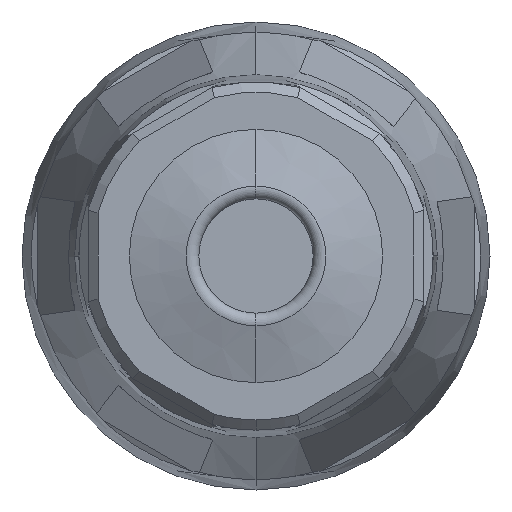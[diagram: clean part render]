
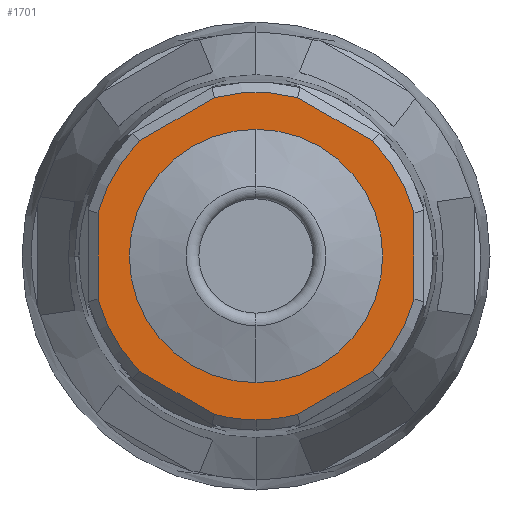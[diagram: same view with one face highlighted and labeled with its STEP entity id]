
A CAD part, left-side view. The second image highlights one B-rep face of the part: STEP entity #1701.
In plain terms, the highlighted planar face has unit normal (-1, 0, 0).
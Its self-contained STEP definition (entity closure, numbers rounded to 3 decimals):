
#2 = ORIENTED_EDGE ( 'NONE', *, *, #3038, .T. ) ;
#5 = DIRECTION ( 'NONE',  ( 0., 0., 1. ) ) ;
#116 = VERTEX_POINT ( 'NONE', #1524 ) ;
#124 = CIRCLE ( 'NONE', #862, 16.479 ) ;
#180 = VECTOR ( 'NONE', #2027, 1000. ) ;
#201 = DIRECTION ( 'NONE',  ( 0., 0., 1. ) ) ;
#226 = CIRCLE ( 'NONE', #4014, 16.479 ) ;
#302 = CARTESIAN_POINT ( 'NONE',  ( -47.7, 4.016, -16.041 ) ) ;
#312 = ORIENTED_EDGE ( 'NONE', *, *, #3732, .T. ) ;
#364 = AXIS2_PLACEMENT_3D ( 'NONE', #1396, #3570, #1704 ) ;
#387 = LINE ( 'NONE', #2642, #3505 ) ;
#390 = CARTESIAN_POINT ( 'NONE',  ( -47.7, 0., 0. ) ) ;
#412 = DIRECTION ( 'NONE',  ( -1., 0., 0. ) ) ;
#438 = CARTESIAN_POINT ( 'NONE',  ( -47.7, 4.201, 15.934 ) ) ;
#454 = CARTESIAN_POINT ( 'NONE',  ( -47.7, 11.699, -11.606 ) ) ;
#580 = EDGE_CURVE ( 'NONE', #1124, #3433, #226, .T. ) ;
#595 = ORIENTED_EDGE ( 'NONE', *, *, #1615, .T. ) ;
#609 = EDGE_CURVE ( 'NONE', #1518, #1003, #1890, .T. ) ;
#624 = DIRECTION ( 'NONE',  ( 0., -0.866, -0.5 ) ) ;
#697 = DIRECTION ( 'NONE',  ( -1., 0., 0. ) ) ;
#708 = EDGE_CURVE ( 'NONE', #3433, #1130, #2820, .T. ) ;
#711 = DIRECTION ( 'NONE',  ( 0., 0., 1. ) ) ;
#722 = VERTEX_POINT ( 'NONE', #3045 ) ;
#729 = DIRECTION ( 'NONE',  ( 0., 0., 1. ) ) ;
#766 = CARTESIAN_POINT ( 'NONE',  ( -47.7, 0., 0. ) ) ;
#808 = CARTESIAN_POINT ( 'NONE',  ( -47.7, 15.9, -4.328 ) ) ;
#822 = DIRECTION ( 'NONE',  ( -1., 0., 0. ) ) ;
#832 = ORIENTED_EDGE ( 'NONE', *, *, #2128, .T. ) ;
#840 = DIRECTION ( 'NONE',  ( 0., 0., 1. ) ) ;
#862 = AXIS2_PLACEMENT_3D ( 'NONE', #3757, #1887, #5 ) ;
#872 = DIRECTION ( 'NONE',  ( 0., -0.866, 0.5 ) ) ;
#877 = VECTOR ( 'NONE', #872, 1000. ) ;
#879 = CARTESIAN_POINT ( 'NONE',  ( -47.7, 0., -12.75 ) ) ;
#937 = AXIS2_PLACEMENT_3D ( 'NONE', #2684, #822, #2997 ) ;
#942 = VERTEX_POINT ( 'NONE', #3495 ) ;
#1003 = VERTEX_POINT ( 'NONE', #438 ) ;
#1015 = EDGE_LOOP ( 'NONE', ( #1464, #2048 ) ) ;
#1017 = CIRCLE ( 'NONE', #937, 12.75 ) ;
#1027 = CARTESIAN_POINT ( 'NONE',  ( -47.7, 0., 0. ) ) ;
#1030 = AXIS2_PLACEMENT_3D ( 'NONE', #1027, #3200, #1337 ) ;
#1049 = ORIENTED_EDGE ( 'NONE', *, *, #580, .T. ) ;
#1079 = DIRECTION ( 'NONE',  ( 0., 0., 1. ) ) ;
#1090 = CARTESIAN_POINT ( 'NONE',  ( -47.7, 11.884, 11.498 ) ) ;
#1124 = VERTEX_POINT ( 'NONE', #1473 ) ;
#1130 = VERTEX_POINT ( 'NONE', #3343 ) ;
#1227 = ORIENTED_EDGE ( 'NONE', *, *, #2224, .T. ) ;
#1269 = VERTEX_POINT ( 'NONE', #2103 ) ;
#1327 = FACE_OUTER_BOUND ( 'NONE', #1504, .T. ) ;
#1337 = DIRECTION ( 'NONE',  ( 0., 0., 1. ) ) ;
#1396 = CARTESIAN_POINT ( 'NONE',  ( -47.7, 0., 0. ) ) ;
#1464 = ORIENTED_EDGE ( 'NONE', *, *, #3810, .F. ) ;
#1473 = CARTESIAN_POINT ( 'NONE',  ( -47.7, 0., -16.479 ) ) ;
#1475 = VECTOR ( 'NONE', #840, 1000. ) ;
#1504 = EDGE_LOOP ( 'NONE', ( #832, #595, #1049, #2196, #2881, #1683, #1988, #3507, #3153, #312, #2, #2969, #1227 ) ) ;
#1518 = VERTEX_POINT ( 'NONE', #3191 ) ;
#1524 = CARTESIAN_POINT ( 'NONE',  ( -47.7, -11.699, 11.606 ) ) ;
#1532 = EDGE_CURVE ( 'NONE', #4062, #2095, #2639, .T. ) ;
#1576 = AXIS2_PLACEMENT_3D ( 'NONE', #3627, #2078, #201 ) ;
#1609 = CARTESIAN_POINT ( 'NONE',  ( -47.7, 0., 0. ) ) ;
#1615 = EDGE_CURVE ( 'NONE', #2790, #1124, #3179, .T. ) ;
#1683 = ORIENTED_EDGE ( 'NONE', *, *, #3345, .T. ) ;
#1701 = ADVANCED_FACE ( 'NONE', ( #1327, #2254 ), #1763, .T. ) ;
#1704 = DIRECTION ( 'NONE',  ( 0., 0., 1. ) ) ;
#1722 = EDGE_CURVE ( 'NONE', #116, #1518, #2890, .T. ) ;
#1763 = PLANE ( 'NONE',  #1576 ) ;
#1804 = VERTEX_POINT ( 'NONE', #454 ) ;
#1828 = CARTESIAN_POINT ( 'NONE',  ( -47.7, -4.201, -15.934 ) ) ;
#1856 = LINE ( 'NONE', #1090, #180 ) ;
#1887 = DIRECTION ( 'NONE',  ( -1., 0., 0. ) ) ;
#1890 = CIRCLE ( 'NONE', #364, 16.479 ) ;
#1988 = ORIENTED_EDGE ( 'NONE', *, *, #2632, .T. ) ;
#2027 = DIRECTION ( 'NONE',  ( 0., 0.866, -0.5 ) ) ;
#2029 = DIRECTION ( 'NONE',  ( 0., 0., -1. ) ) ;
#2042 = AXIS2_PLACEMENT_3D ( 'NONE', #2550, #697, #2870 ) ;
#2048 = ORIENTED_EDGE ( 'NONE', *, *, #1532, .F. ) ;
#2063 = VECTOR ( 'NONE', #2705, 1000. ) ;
#2078 = DIRECTION ( 'NONE',  ( -1., 0., 0. ) ) ;
#2095 = VERTEX_POINT ( 'NONE', #879 ) ;
#2103 = CARTESIAN_POINT ( 'NONE',  ( -47.7, 15.9, 4.328 ) ) ;
#2128 = EDGE_CURVE ( 'NONE', #1804, #2790, #2345, .T. ) ;
#2163 = CIRCLE ( 'NONE', #3352, 16.479 ) ;
#2194 = CARTESIAN_POINT ( 'NONE',  ( -47.7, 0., 12.75 ) ) ;
#2196 = ORIENTED_EDGE ( 'NONE', *, *, #708, .T. ) ;
#2224 = EDGE_CURVE ( 'NONE', #3250, #1804, #3417, .T. ) ;
#2254 = FACE_BOUND ( 'NONE', #1015, .T. ) ;
#2287 = CARTESIAN_POINT ( 'NONE',  ( -47.7, 0., 0. ) ) ;
#2345 = LINE ( 'NONE', #302, #3911 ) ;
#2443 = CIRCLE ( 'NONE', #3610, 16.479 ) ;
#2550 = CARTESIAN_POINT ( 'NONE',  ( -47.7, 0., 0. ) ) ;
#2563 = DIRECTION ( 'NONE',  ( -1., 0., 0. ) ) ;
#2593 = DIRECTION ( 'NONE',  ( 0., 0., 1. ) ) ;
#2632 = EDGE_CURVE ( 'NONE', #722, #116, #2163, .T. ) ;
#2639 = CIRCLE ( 'NONE', #1030, 12.75 ) ;
#2642 = CARTESIAN_POINT ( 'NONE',  ( -47.7, 15.9, -4.543 ) ) ;
#2670 = CARTESIAN_POINT ( 'NONE',  ( -47.7, 4.201, -15.934 ) ) ;
#2684 = CARTESIAN_POINT ( 'NONE',  ( -47.7, 0., 0. ) ) ;
#2705 = DIRECTION ( 'NONE',  ( 0., 0.866, 0.5 ) ) ;
#2709 = AXIS2_PLACEMENT_3D ( 'NONE', #766, #2943, #1079 ) ;
#2727 = EDGE_CURVE ( 'NONE', #1269, #3250, #387, .T. ) ;
#2739 = CARTESIAN_POINT ( 'NONE',  ( -47.7, -11.884, -11.498 ) ) ;
#2790 = VERTEX_POINT ( 'NONE', #2670 ) ;
#2820 = LINE ( 'NONE', #2739, #877 ) ;
#2870 = DIRECTION ( 'NONE',  ( 0., 0., 1. ) ) ;
#2881 = ORIENTED_EDGE ( 'NONE', *, *, #4058, .T. ) ;
#2890 = LINE ( 'NONE', #3013, #2063 ) ;
#2901 = CARTESIAN_POINT ( 'NONE',  ( -47.7, 11.699, 11.606 ) ) ;
#2943 = DIRECTION ( 'NONE',  ( -1., 0., 0. ) ) ;
#2969 = ORIENTED_EDGE ( 'NONE', *, *, #2727, .T. ) ;
#2997 = DIRECTION ( 'NONE',  ( 0., 0., 1. ) ) ;
#3013 = CARTESIAN_POINT ( 'NONE',  ( -47.7, -4.016, 16.041 ) ) ;
#3038 = EDGE_CURVE ( 'NONE', #3087, #1269, #2443, .T. ) ;
#3045 = CARTESIAN_POINT ( 'NONE',  ( -47.7, -15.9, 4.328 ) ) ;
#3087 = VERTEX_POINT ( 'NONE', #2901 ) ;
#3153 = ORIENTED_EDGE ( 'NONE', *, *, #609, .T. ) ;
#3179 = CIRCLE ( 'NONE', #2709, 16.479 ) ;
#3191 = CARTESIAN_POINT ( 'NONE',  ( -47.7, -4.201, 15.934 ) ) ;
#3200 = DIRECTION ( 'NONE',  ( -1., 0., 0. ) ) ;
#3250 = VERTEX_POINT ( 'NONE', #808 ) ;
#3343 = CARTESIAN_POINT ( 'NONE',  ( -47.7, -11.699, -11.606 ) ) ;
#3345 = EDGE_CURVE ( 'NONE', #942, #722, #3956, .T. ) ;
#3352 = AXIS2_PLACEMENT_3D ( 'NONE', #2287, #412, #2593 ) ;
#3417 = CIRCLE ( 'NONE', #2042, 16.479 ) ;
#3433 = VERTEX_POINT ( 'NONE', #1828 ) ;
#3495 = CARTESIAN_POINT ( 'NONE',  ( -47.7, -15.9, -4.328 ) ) ;
#3505 = VECTOR ( 'NONE', #2029, 1000. ) ;
#3507 = ORIENTED_EDGE ( 'NONE', *, *, #1722, .T. ) ;
#3570 = DIRECTION ( 'NONE',  ( -1., 0., 0. ) ) ;
#3610 = AXIS2_PLACEMENT_3D ( 'NONE', #390, #2563, #711 ) ;
#3627 = CARTESIAN_POINT ( 'NONE',  ( -47.7, 23.55, 0. ) ) ;
#3721 = DIRECTION ( 'NONE',  ( -1., 0., 0. ) ) ;
#3732 = EDGE_CURVE ( 'NONE', #1003, #3087, #1856, .T. ) ;
#3757 = CARTESIAN_POINT ( 'NONE',  ( -47.7, 0., 0. ) ) ;
#3810 = EDGE_CURVE ( 'NONE', #2095, #4062, #1017, .T. ) ;
#3911 = VECTOR ( 'NONE', #624, 1000. ) ;
#3956 = LINE ( 'NONE', #3970, #1475 ) ;
#3970 = CARTESIAN_POINT ( 'NONE',  ( -47.7, -15.9, 4.543 ) ) ;
#4014 = AXIS2_PLACEMENT_3D ( 'NONE', #1609, #3721, #729 ) ;
#4058 = EDGE_CURVE ( 'NONE', #1130, #942, #124, .T. ) ;
#4062 = VERTEX_POINT ( 'NONE', #2194 ) ;
